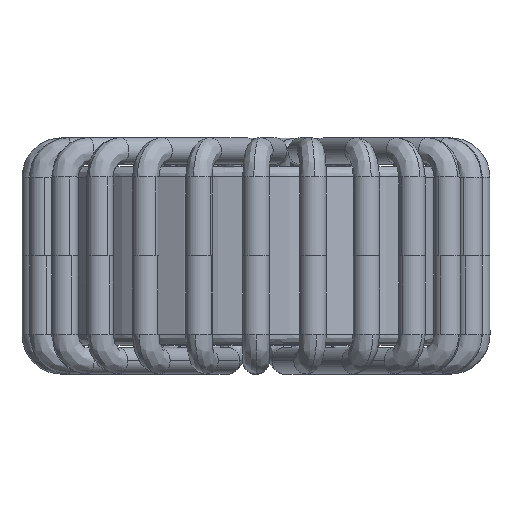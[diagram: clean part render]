
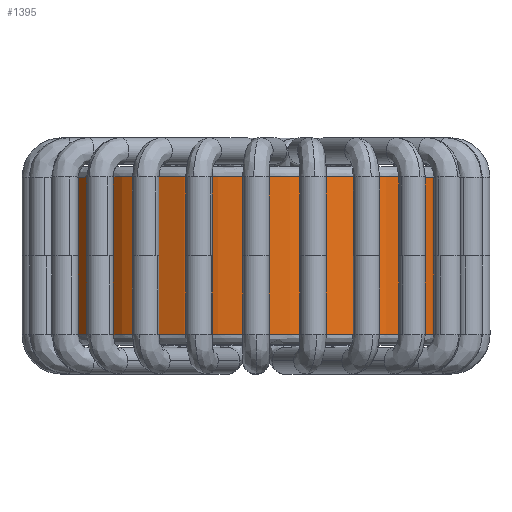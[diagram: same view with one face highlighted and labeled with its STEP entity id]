
A CAD part, top view. The second image highlights one B-rep face of the part: STEP entity #1395.
In plain terms, the highlighted cylindrical face has radius 9.825 mm (diameter 19.65 mm), a partial arc.
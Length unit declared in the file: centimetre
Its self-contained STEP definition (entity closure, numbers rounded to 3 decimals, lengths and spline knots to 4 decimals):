
#321 = EDGE_CURVE ( 'NONE', #2608, #3645, #5739, .T. ) ;
#361 = VECTOR ( 'NONE', #6408, 100. ) ;
#456 = CARTESIAN_POINT ( 'NONE',  ( -0.3775, 0., -0.9825 ) ) ;
#663 = AXIS2_PLACEMENT_3D ( 'NONE', #846, #4086, #4159 ) ;
#748 = VECTOR ( 'NONE', #7366, 100. ) ;
#788 = CARTESIAN_POINT ( 'NONE',  ( 0.3775, 0., 0. ) ) ;
#846 = CARTESIAN_POINT ( 'NONE',  ( 0., 0., 0. ) ) ;
#1030 = VERTEX_POINT ( 'NONE', #3741 ) ;
#1385 = DIRECTION ( 'NONE',  ( 0., 0., -1. ) ) ;
#1395 = ADVANCED_FACE ( 'NONE', ( #7264 ), #3471, .T. ) ;
#1438 = CARTESIAN_POINT ( 'NONE',  ( -0.3775, 0.9825, 0. ) ) ;
#1927 = LINE ( 'NONE', #2716, #361 ) ;
#2203 = VERTEX_POINT ( 'NONE', #2730 ) ;
#2307 = CARTESIAN_POINT ( 'NONE',  ( 0.3775, 0., 0.9825 ) ) ;
#2340 = LINE ( 'NONE', #6040, #748 ) ;
#2608 = VERTEX_POINT ( 'NONE', #456 ) ;
#2692 = DIRECTION ( 'NONE',  ( 1., 0., 0. ) ) ;
#2716 = CARTESIAN_POINT ( 'NONE',  ( 0., 0., 0.9825 ) ) ;
#2718 = VERTEX_POINT ( 'NONE', #2307 ) ;
#2730 = CARTESIAN_POINT ( 'NONE',  ( 0.3775, 0., -0.9825 ) ) ;
#2806 = AXIS2_PLACEMENT_3D ( 'NONE', #7291, #3016, #6934 ) ;
#3016 = DIRECTION ( 'NONE',  ( 1., 0., 0. ) ) ;
#3085 = EDGE_CURVE ( 'NONE', #3173, #2718, #1927, .T. ) ;
#3173 = VERTEX_POINT ( 'NONE', #3383 ) ;
#3226 = DIRECTION ( 'NONE',  ( -1., 0., 0. ) ) ;
#3383 = CARTESIAN_POINT ( 'NONE',  ( -0.3775, 0., 0.9825 ) ) ;
#3471 = CYLINDRICAL_SURFACE ( 'NONE', #663, 0.9825 ) ;
#3516 = AXIS2_PLACEMENT_3D ( 'NONE', #6348, #2692, #6946 ) ;
#3613 = ORIENTED_EDGE ( 'NONE', *, *, #5896, .F. ) ;
#3645 = VERTEX_POINT ( 'NONE', #1438 ) ;
#3658 = EDGE_CURVE ( 'NONE', #3645, #3173, #7722, .T. ) ;
#3741 = CARTESIAN_POINT ( 'NONE',  ( 0.3775, 0.9825, 0. ) ) ;
#4086 = DIRECTION ( 'NONE',  ( 1., 0., 0. ) ) ;
#4138 = EDGE_LOOP ( 'NONE', ( #7715, #6017, #4887, #5536, #6697, #3613 ) ) ;
#4159 = DIRECTION ( 'NONE',  ( 0., 0., -1. ) ) ;
#4553 = AXIS2_PLACEMENT_3D ( 'NONE', #788, #5040, #1385 ) ;
#4887 = ORIENTED_EDGE ( 'NONE', *, *, #3085, .T. ) ;
#4950 = AXIS2_PLACEMENT_3D ( 'NONE', #6857, #3226, #7478 ) ;
#5040 = DIRECTION ( 'NONE',  ( -1., 0., 0. ) ) ;
#5536 = ORIENTED_EDGE ( 'NONE', *, *, #6461, .T. ) ;
#5695 = CIRCLE ( 'NONE', #4553, 0.9825 ) ;
#5739 = CIRCLE ( 'NONE', #2806, 0.9825 ) ;
#5896 = EDGE_CURVE ( 'NONE', #2608, #2203, #2340, .T. ) ;
#6017 = ORIENTED_EDGE ( 'NONE', *, *, #3658, .T. ) ;
#6040 = CARTESIAN_POINT ( 'NONE',  ( 0., 0., -0.9825 ) ) ;
#6348 = CARTESIAN_POINT ( 'NONE',  ( -0.3775, 0., 0. ) ) ;
#6408 = DIRECTION ( 'NONE',  ( 1., 0., 0. ) ) ;
#6461 = EDGE_CURVE ( 'NONE', #2718, #1030, #5695, .T. ) ;
#6506 = EDGE_CURVE ( 'NONE', #1030, #2203, #7285, .T. ) ;
#6697 = ORIENTED_EDGE ( 'NONE', *, *, #6506, .T. ) ;
#6857 = CARTESIAN_POINT ( 'NONE',  ( 0.3775, 0., 0. ) ) ;
#6934 = DIRECTION ( 'NONE',  ( 0., 0., -1. ) ) ;
#6946 = DIRECTION ( 'NONE',  ( 0., 0., -1. ) ) ;
#7264 = FACE_OUTER_BOUND ( 'NONE', #4138, .T. ) ;
#7285 = CIRCLE ( 'NONE', #4950, 0.9825 ) ;
#7291 = CARTESIAN_POINT ( 'NONE',  ( -0.3775, 0., 0. ) ) ;
#7366 = DIRECTION ( 'NONE',  ( 1., 0., 0. ) ) ;
#7478 = DIRECTION ( 'NONE',  ( 0., 0., -1. ) ) ;
#7715 = ORIENTED_EDGE ( 'NONE', *, *, #321, .T. ) ;
#7722 = CIRCLE ( 'NONE', #3516, 0.9825 ) ;
